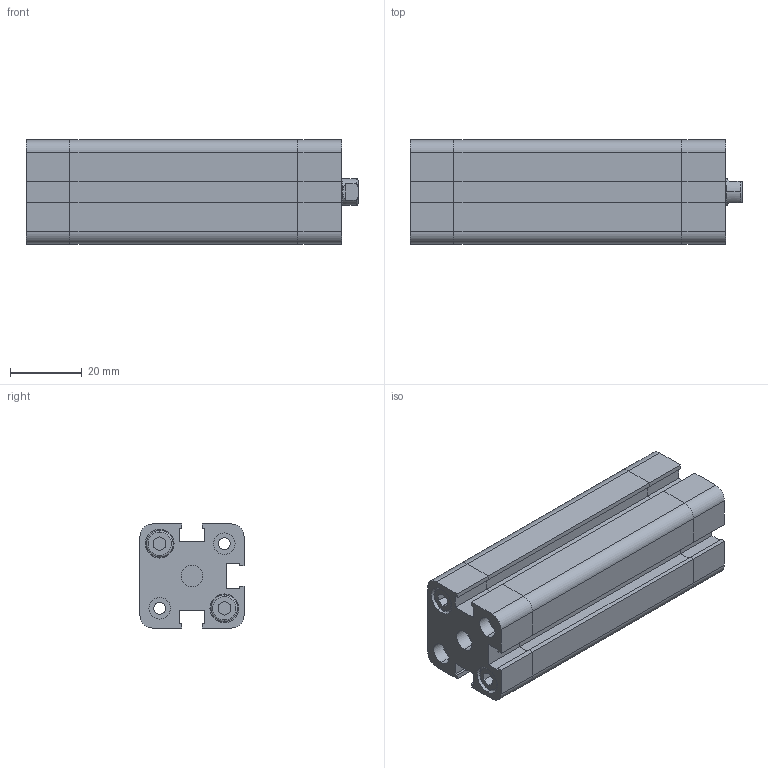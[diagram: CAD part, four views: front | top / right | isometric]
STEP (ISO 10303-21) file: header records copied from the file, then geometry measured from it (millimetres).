
FILE_DESCRIPTION (( 'STEP AP214' ), '1' );
FILE_NAME ('PKS-16-40-CYLINDER.STEP', '2013-09-11T13:57:00', ( '' ), ( '' ), 'SwSTEP 2.0', 'SolidWorks 2010', '' );
FILE_SCHEMA (( 'AUTOMOTIVE_DESIGN' ));
Length unit declared in the file: millimetre
Products named in the file (5): PKS 16 ARKA KAPAK_Varsayýlan; PKS 16  BORU_Varsayýlan; PKS 16 ÖN  KAPAK_Varsayýlan; PKS 16 MÝL_Varsayýlan; PKS-16-40-CYLINDER
Assembly tree (4 placements, depth 2):
  PKS-16-40-CYLINDER
    PKS 16 ARKA KAPAK_Varsayýlan
    PKS 16 MÝL_Varsayýlan
    PKS 16  BORU_Varsayýlan
    PKS 16 ÖN  KAPAK_Varsayýlan
Bounding box: 92.5 x 29 x 29 mm (x, y, z)
Volume: 49953.9 mm3; surface area: 30489.9 mm2
Topology: 4 solids, 4 shells, 255 faces, 635 edges, 417 vertices
Faces by surface type: plane 149, cylinder 87, torus 11, cone 8
Entity records: 8019 total; most frequent: CARTESIAN_POINT 1362, DIRECTION 1353, ORIENTED_EDGE 1270, EDGE_CURVE 635, AXIS2_PLACEMENT_3D 464, LINE 425, VECTOR 425, VERTEX_POINT 417
